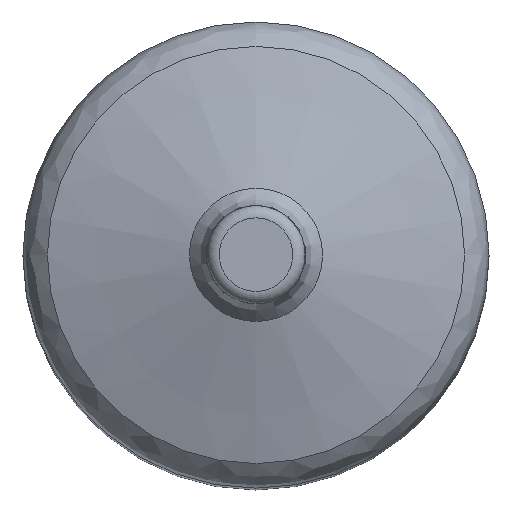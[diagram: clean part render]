
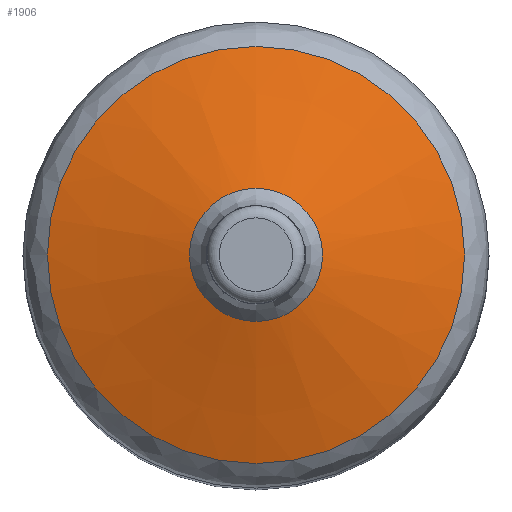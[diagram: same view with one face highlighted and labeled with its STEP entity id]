
A CAD part, top view. The second image highlights one B-rep face of the part: STEP entity #1906.
In plain terms, the highlighted conical face has half-angle 73.299 degrees and reference radius 8.5 mm.
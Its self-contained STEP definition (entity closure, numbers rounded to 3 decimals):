
#1214 = SURFACE_OF_REVOLUTION('',#1215,#1220);
#1215 = CIRCLE('',#1216,2.);
#1216 = AXIS2_PLACEMENT_3D('',#1217,#1218,#1219);
#1217 = CARTESIAN_POINT('',(0.,7.5,45.));
#1218 = DIRECTION('',(-1.,0.,0.));
#1219 = DIRECTION('',(0.,-1.,0.));
#1220 = AXIS1_PLACEMENT('',#1221,#1222);
#1221 = CARTESIAN_POINT('',(0.,0.,0.));
#1222 = DIRECTION('',(0.,0.,1.));
#1815 = VERTEX_POINT('',#1816);
#1816 = CARTESIAN_POINT('',(0.,8.5,46.732));
#1838 = EDGE_CURVE('',#1815,#1815,#1839,.T.);
#1839 = SURFACE_CURVE('',#1840,(#1845,#1852),.PCURVE_S1.);
#1840 = CIRCLE('',#1841,8.5);
#1841 = AXIS2_PLACEMENT_3D('',#1842,#1843,#1844);
#1842 = CARTESIAN_POINT('',(0.,0.,
    46.732));
#1843 = DIRECTION('',(0.,0.,1.));
#1844 = DIRECTION('',(0.,1.,0.));
#1845 = PCURVE('',#1214,#1846);
#1846 = DEFINITIONAL_REPRESENTATION('',(#1847),#1851);
#1847 = LINE('',#1848,#1849);
#1848 = CARTESIAN_POINT('',(0.,2.094));
#1849 = VECTOR('',#1850,1.);
#1850 = DIRECTION('',(1.,0.));
#1851 = ( GEOMETRIC_REPRESENTATION_CONTEXT(2) 
PARAMETRIC_REPRESENTATION_CONTEXT() REPRESENTATION_CONTEXT('2D SPACE',''
  ) );
#1852 = PCURVE('',#1853,#1858);
#1853 = CONICAL_SURFACE('',#1854,8.5,1.279);
#1854 = AXIS2_PLACEMENT_3D('',#1855,#1856,#1857);
#1855 = CARTESIAN_POINT('',(0.,0.,
    46.732));
#1856 = DIRECTION('',(0.,0.,-1.));
#1857 = DIRECTION('',(0.,1.,0.));
#1858 = DEFINITIONAL_REPRESENTATION('',(#1859),#1863);
#1859 = LINE('',#1860,#1861);
#1860 = CARTESIAN_POINT('',(0.,0.));
#1861 = VECTOR('',#1862,1.);
#1862 = DIRECTION('',(-1.,0.));
#1863 = ( GEOMETRIC_REPRESENTATION_CONTEXT(2) 
PARAMETRIC_REPRESENTATION_CONTEXT() REPRESENTATION_CONTEXT('2D SPACE',''
  ) );
#1906 = ADVANCED_FACE('',(#1907),#1853,.T.);
#1907 = FACE_BOUND('',#1908,.T.);
#1908 = EDGE_LOOP('',(#1909,#1910,#1933,#1964));
#1909 = ORIENTED_EDGE('',*,*,#1838,.T.);
#1910 = ORIENTED_EDGE('',*,*,#1911,.T.);
#1911 = EDGE_CURVE('',#1815,#1912,#1914,.T.);
#1912 = VERTEX_POINT('',#1913);
#1913 = CARTESIAN_POINT('',(0.,2.714,
    48.468));
#1914 = SEAM_CURVE('',#1915,(#1919,#1926),.PCURVE_S1.);
#1915 = LINE('',#1916,#1917);
#1916 = CARTESIAN_POINT('',(0.,8.5,46.732));
#1917 = VECTOR('',#1918,1.);
#1918 = DIRECTION('',(0.,-0.958,
    0.287));
#1919 = PCURVE('',#1853,#1920);
#1920 = DEFINITIONAL_REPRESENTATION('',(#1921),#1925);
#1921 = LINE('',#1922,#1923);
#1922 = CARTESIAN_POINT('',(0.,0.));
#1923 = VECTOR('',#1924,1.);
#1924 = DIRECTION('',(0.,-1.));
#1925 = ( GEOMETRIC_REPRESENTATION_CONTEXT(2) 
PARAMETRIC_REPRESENTATION_CONTEXT() REPRESENTATION_CONTEXT('2D SPACE',''
  ) );
#1926 = PCURVE('',#1853,#1927);
#1927 = DEFINITIONAL_REPRESENTATION('',(#1928),#1932);
#1928 = LINE('',#1929,#1930);
#1929 = CARTESIAN_POINT('',(-6.283,0.));
#1930 = VECTOR('',#1931,1.);
#1931 = DIRECTION('',(0.,-1.));
#1932 = ( GEOMETRIC_REPRESENTATION_CONTEXT(2) 
PARAMETRIC_REPRESENTATION_CONTEXT() REPRESENTATION_CONTEXT('2D SPACE',''
  ) );
#1933 = ORIENTED_EDGE('',*,*,#1934,.F.);
#1934 = EDGE_CURVE('',#1912,#1912,#1935,.T.);
#1935 = SURFACE_CURVE('',#1936,(#1941,#1948),.PCURVE_S1.);
#1936 = CIRCLE('',#1937,2.714);
#1937 = AXIS2_PLACEMENT_3D('',#1938,#1939,#1940);
#1938 = CARTESIAN_POINT('',(0.,0.,
    48.468));
#1939 = DIRECTION('',(0.,0.,1.));
#1940 = DIRECTION('',(0.,1.,0.));
#1941 = PCURVE('',#1853,#1942);
#1942 = DEFINITIONAL_REPRESENTATION('',(#1943),#1947);
#1943 = LINE('',#1944,#1945);
#1944 = CARTESIAN_POINT('',(0.,-1.736));
#1945 = VECTOR('',#1946,1.);
#1946 = DIRECTION('',(-1.,0.));
#1947 = ( GEOMETRIC_REPRESENTATION_CONTEXT(2) 
PARAMETRIC_REPRESENTATION_CONTEXT() REPRESENTATION_CONTEXT('2D SPACE',''
  ) );
#1948 = PCURVE('',#1949,#1958);
#1949 = SURFACE_OF_REVOLUTION('',#1950,#1955);
#1950 = CIRCLE('',#1951,2.);
#1951 = AXIS2_PLACEMENT_3D('',#1952,#1953,#1954);
#1952 = CARTESIAN_POINT('',(0.,4.,50.));
#1953 = DIRECTION('',(-1.,0.,0.));
#1954 = DIRECTION('',(0.,-1.,0.));
#1955 = AXIS1_PLACEMENT('',#1956,#1957);
#1956 = CARTESIAN_POINT('',(0.,0.,0.));
#1957 = DIRECTION('',(0.,0.,1.));
#1958 = DEFINITIONAL_REPRESENTATION('',(#1959),#1963);
#1959 = LINE('',#1960,#1961);
#1960 = CARTESIAN_POINT('',(0.,5.411));
#1961 = VECTOR('',#1962,1.);
#1962 = DIRECTION('',(1.,0.));
#1963 = ( GEOMETRIC_REPRESENTATION_CONTEXT(2) 
PARAMETRIC_REPRESENTATION_CONTEXT() REPRESENTATION_CONTEXT('2D SPACE',''
  ) );
#1964 = ORIENTED_EDGE('',*,*,#1911,.F.);
